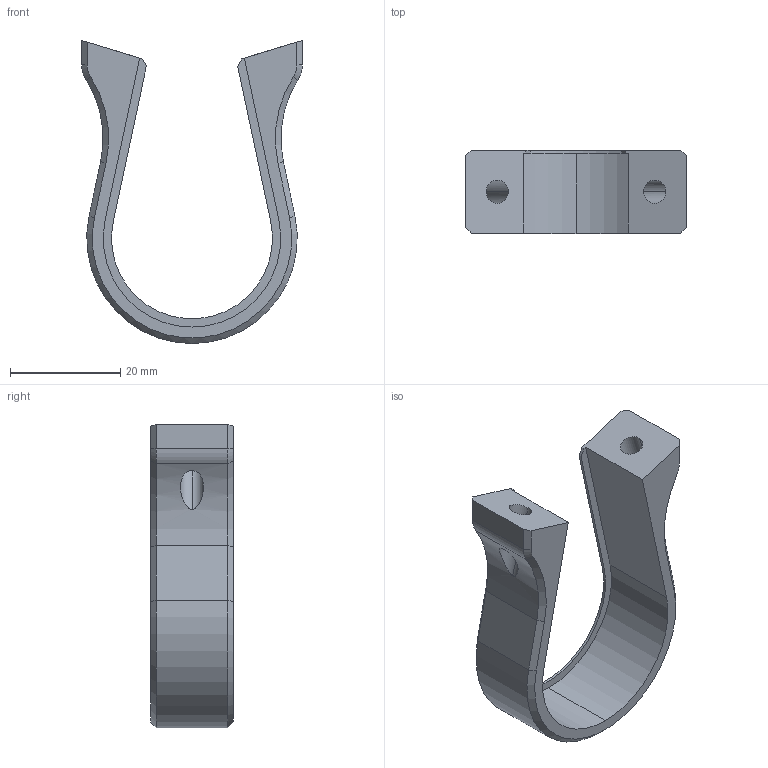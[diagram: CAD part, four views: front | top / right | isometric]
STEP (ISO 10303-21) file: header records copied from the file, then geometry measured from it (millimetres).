
FILE_DESCRIPTION (( 'STEP AP214' ), '1' );
FILE_NAME ('corps_collier.STEP', '2021-02-09T19:16:07', ( '' ), ( '' ), 'SwSTEP 2.0', 'SolidWorks 2019', '' );
FILE_SCHEMA (( 'AUTOMOTIVE_DESIGN' ));
Length unit declared in the file: millimetre
Products named in the file (1): corps_collier
Bounding box: 40.04 x 15 x 55 mm (x, y, z)
Volume: 7324.4 mm3; surface area: 5492.6 mm2
Topology: 1 solids, 1 shells, 47 faces, 118 edges, 73 vertices
Faces by surface type: plane 23, cylinder 13, cone 11
Entity records: 1579 total; most frequent: CARTESIAN_POINT 351, DIRECTION 243, ORIENTED_EDGE 236, EDGE_CURVE 118, AXIS2_PLACEMENT_3D 81, VECTOR 81, LINE 81, VERTEX_POINT 73
